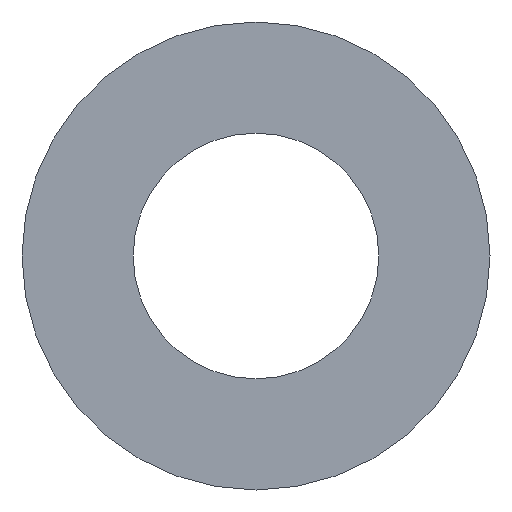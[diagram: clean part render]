
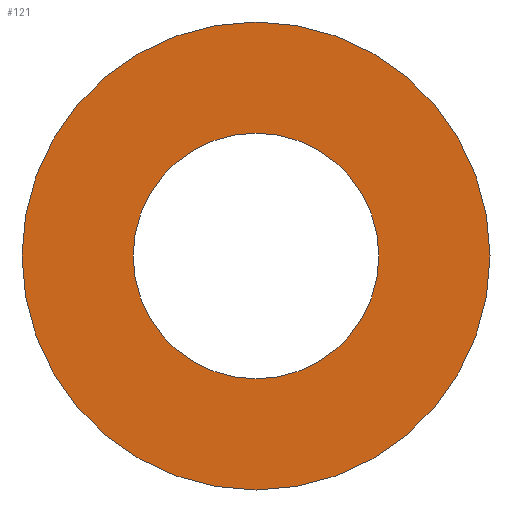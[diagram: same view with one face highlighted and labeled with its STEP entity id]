
A CAD part, front view. The second image highlights one B-rep face of the part: STEP entity #121.
In plain terms, the highlighted planar face has unit normal (0, -1, 0).
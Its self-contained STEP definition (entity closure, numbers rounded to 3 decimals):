
#2 = CIRCLE ( 'NONE', #23, 4. ) ;
#4 = VERTEX_POINT ( 'NONE', #8 ) ;
#8 = CARTESIAN_POINT ( 'NONE',  ( 0., 0., 2.1 ) ) ;
#15 = CARTESIAN_POINT ( 'NONE',  ( 0., 0., 4. ) ) ;
#20 = EDGE_CURVE ( 'NONE', #226, #4, #44, .T. ) ;
#23 = AXIS2_PLACEMENT_3D ( 'NONE', #130, #167, #222 ) ;
#31 = FACE_OUTER_BOUND ( 'NONE', #42, .T. ) ;
#35 = PLANE ( 'NONE',  #127 ) ;
#40 = CARTESIAN_POINT ( 'NONE',  ( 0., 0., 0. ) ) ;
#42 = EDGE_LOOP ( 'NONE', ( #197, #214 ) ) ;
#44 = CIRCLE ( 'NONE', #55, 2.1 ) ;
#55 = AXIS2_PLACEMENT_3D ( 'NONE', #76, #59, #135 ) ;
#57 = CARTESIAN_POINT ( 'NONE',  ( 0., 0., 0. ) ) ;
#59 = DIRECTION ( 'NONE',  ( 0., 1., 0. ) ) ;
#76 = CARTESIAN_POINT ( 'NONE',  ( 0., 0., 0. ) ) ;
#89 = VERTEX_POINT ( 'NONE', #223 ) ;
#95 = CIRCLE ( 'NONE', #232, 4. ) ;
#97 = DIRECTION ( 'NONE',  ( 0., 1., 0. ) ) ;
#105 = EDGE_LOOP ( 'NONE', ( #146, #196 ) ) ;
#113 = EDGE_CURVE ( 'NONE', #128, #89, #2, .T. ) ;
#115 = DIRECTION ( 'NONE',  ( 0., 0., 1. ) ) ;
#117 = DIRECTION ( 'NONE',  ( 0., 1., 0. ) ) ;
#121 = ADVANCED_FACE ( 'NONE', ( #31, #203 ), #35, .F. ) ;
#127 = AXIS2_PLACEMENT_3D ( 'NONE', #57, #117, #115 ) ;
#128 = VERTEX_POINT ( 'NONE', #15 ) ;
#130 = CARTESIAN_POINT ( 'NONE',  ( 0., 0., 0. ) ) ;
#135 = DIRECTION ( 'NONE',  ( 0., 0., 1. ) ) ;
#142 = EDGE_CURVE ( 'NONE', #4, #226, #178, .T. ) ;
#146 = ORIENTED_EDGE ( 'NONE', *, *, #20, .T. ) ;
#157 = EDGE_CURVE ( 'NONE', #89, #128, #95, .T. ) ;
#163 = AXIS2_PLACEMENT_3D ( 'NONE', #40, #201, #238 ) ;
#167 = DIRECTION ( 'NONE',  ( 0., 1., 0. ) ) ;
#168 = DIRECTION ( 'NONE',  ( 0., 0., 1. ) ) ;
#171 = CARTESIAN_POINT ( 'NONE',  ( 0., 0., -2.1 ) ) ;
#178 = CIRCLE ( 'NONE', #163, 2.1 ) ;
#196 = ORIENTED_EDGE ( 'NONE', *, *, #142, .T. ) ;
#197 = ORIENTED_EDGE ( 'NONE', *, *, #157, .F. ) ;
#201 = DIRECTION ( 'NONE',  ( 0., 1., 0. ) ) ;
#203 = FACE_BOUND ( 'NONE', #105, .T. ) ;
#214 = ORIENTED_EDGE ( 'NONE', *, *, #113, .F. ) ;
#222 = DIRECTION ( 'NONE',  ( 0., 0., 1. ) ) ;
#223 = CARTESIAN_POINT ( 'NONE',  ( 0., 0., -4. ) ) ;
#226 = VERTEX_POINT ( 'NONE', #171 ) ;
#232 = AXIS2_PLACEMENT_3D ( 'NONE', #245, #97, #168 ) ;
#238 = DIRECTION ( 'NONE',  ( 0., 0., 1. ) ) ;
#245 = CARTESIAN_POINT ( 'NONE',  ( 0., 0., 0. ) ) ;
